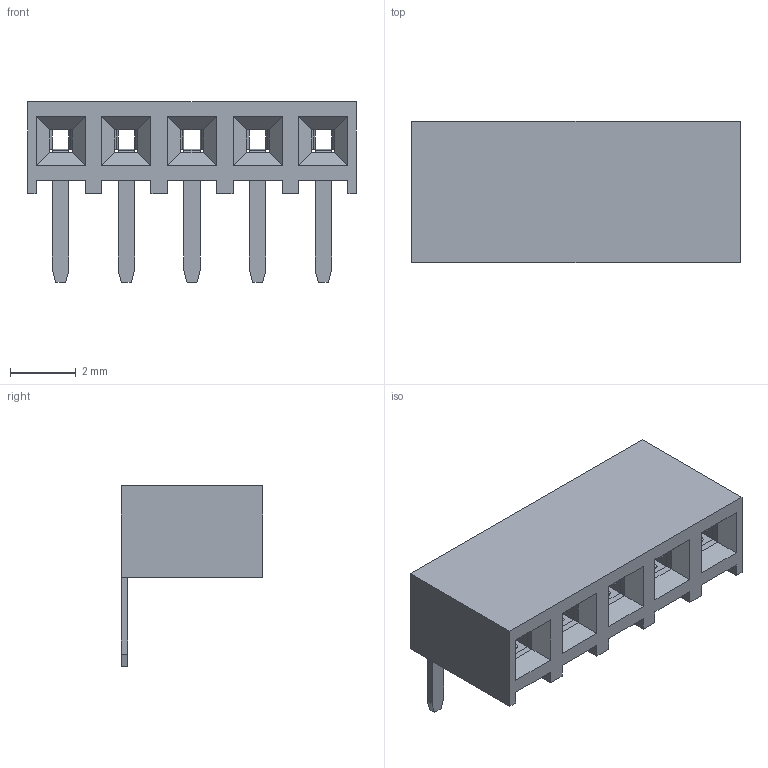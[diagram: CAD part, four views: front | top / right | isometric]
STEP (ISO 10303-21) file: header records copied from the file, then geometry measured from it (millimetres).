
FILE_DESCRIPTION(('STEP AP214'), '1');
FILE_NAME('PBS2-R', '', ('UNSPECIFIED'), ('UNSPECIFIED'), 'ASCON STEP Converter 1.6', 'ASCON Math Kernel', '');
FILE_SCHEMA(('AUTOMOTIVE_DESIGN { 1 0 10303 214 3 1 1}'));
Length unit declared in the file: millimetre
Bounding box: 10 x 4.3 x 5.5 mm (x, y, z)
Volume: 74.1 mm3; surface area: 434 mm2
Topology: 6 solids, 6 shells, 366 faces, 1002 edges, 648 vertices
Faces by surface type: plane 296, cylinder 70
Entity records: 14424 total; most frequent: CARTESIAN_POINT 2017, ORIENTED_EDGE 2004, DIRECTION 1876, EDGE_CURVE 1002, LINE 862, VECTOR 862, VERTEX_POINT 648, AXIS2_PLACEMENT_3D 507
